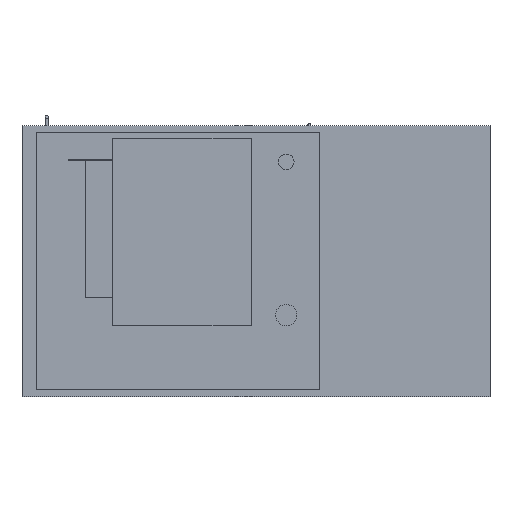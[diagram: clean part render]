
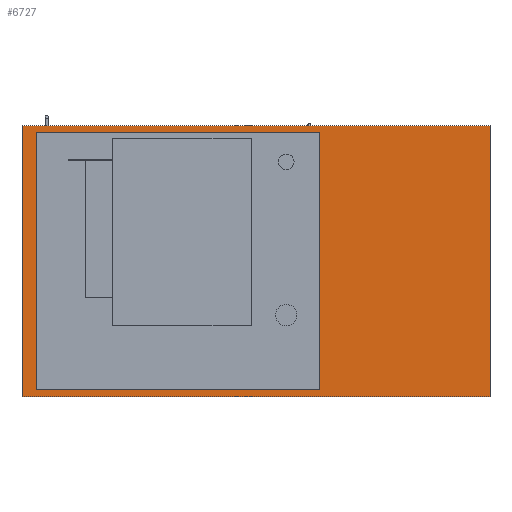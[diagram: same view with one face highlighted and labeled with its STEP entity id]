
A CAD part, front view. The second image highlights one B-rep face of the part: STEP entity #6727.
In plain terms, the highlighted planar face has unit normal (0, -1, 0).
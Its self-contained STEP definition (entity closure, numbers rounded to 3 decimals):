
#361=FACE_BOUND('',#787,.T.);
#367=FACE_OUTER_BOUND('',#786,.T.);
#786=EDGE_LOOP('',(#4442,#4443,#4444,#4445));
#787=EDGE_LOOP('',(#4446,#4447,#4448,#4449));
#1211=LINE('',#9796,#2014);
#1212=LINE('',#9798,#2015);
#1213=LINE('',#9800,#2016);
#1214=LINE('',#9801,#2017);
#1215=LINE('',#9804,#2018);
#1216=LINE('',#9806,#2019);
#1217=LINE('',#9808,#2020);
#1218=LINE('',#9809,#2021);
#2014=VECTOR('',#7809,10.);
#2015=VECTOR('',#7810,10.);
#2016=VECTOR('',#7811,10.);
#2017=VECTOR('',#7812,10.);
#2018=VECTOR('',#7813,10.);
#2019=VECTOR('',#7814,10.);
#2020=VECTOR('',#7815,10.);
#2021=VECTOR('',#7816,10.);
#2817=VERTEX_POINT('',#9794);
#2818=VERTEX_POINT('',#9795);
#2819=VERTEX_POINT('',#9797);
#2820=VERTEX_POINT('',#9799);
#2821=VERTEX_POINT('',#9802);
#2822=VERTEX_POINT('',#9803);
#2823=VERTEX_POINT('',#9805);
#2824=VERTEX_POINT('',#9807);
#3467=EDGE_CURVE('',#2817,#2818,#1211,.T.);
#3468=EDGE_CURVE('',#2819,#2817,#1212,.T.);
#3469=EDGE_CURVE('',#2820,#2819,#1213,.T.);
#3470=EDGE_CURVE('',#2818,#2820,#1214,.T.);
#3471=EDGE_CURVE('',#2821,#2822,#1215,.T.);
#3472=EDGE_CURVE('',#2823,#2821,#1216,.T.);
#3473=EDGE_CURVE('',#2824,#2823,#1217,.T.);
#3474=EDGE_CURVE('',#2822,#2824,#1218,.T.);
#4442=ORIENTED_EDGE('',*,*,#3467,.F.);
#4443=ORIENTED_EDGE('',*,*,#3468,.F.);
#4444=ORIENTED_EDGE('',*,*,#3469,.F.);
#4445=ORIENTED_EDGE('',*,*,#3470,.F.);
#4446=ORIENTED_EDGE('',*,*,#3471,.F.);
#4447=ORIENTED_EDGE('',*,*,#3472,.F.);
#4448=ORIENTED_EDGE('',*,*,#3473,.F.);
#4449=ORIENTED_EDGE('',*,*,#3474,.F.);
#6392=PLANE('',#7214);
#6727=ADVANCED_FACE('',(#367,#361),#6392,.F.);
#7214=AXIS2_PLACEMENT_3D('',#9793,#7807,#7808);
#7807=DIRECTION('center_axis',(0.,1.,0.));
#7808=DIRECTION('ref_axis',(0.,0.,1.));
#7809=DIRECTION('',(0.,0.,-1.));
#7810=DIRECTION('',(1.,0.,0.));
#7811=DIRECTION('',(0.,0.,1.));
#7812=DIRECTION('',(-1.,0.,0.));
#7813=DIRECTION('',(0.,0.,-1.));
#7814=DIRECTION('',(-1.,0.,0.));
#7815=DIRECTION('',(0.,0.,1.));
#7816=DIRECTION('',(1.,0.,0.));
#9793=CARTESIAN_POINT('Origin',(200.,185.,0.));
#9794=CARTESIAN_POINT('',(800.,185.,347.5));
#9795=CARTESIAN_POINT('',(800.,185.,-347.5));
#9796=CARTESIAN_POINT('',(800.,185.,347.5));
#9797=CARTESIAN_POINT('',(-400.,185.,347.5));
#9798=CARTESIAN_POINT('',(-400.,185.,347.5));
#9799=CARTESIAN_POINT('',(-400.,185.,-347.5));
#9800=CARTESIAN_POINT('',(-400.,185.,-347.5));
#9801=CARTESIAN_POINT('',(800.,185.,-347.5));
#9802=CARTESIAN_POINT('',(-362.5,185.,330.));
#9803=CARTESIAN_POINT('',(-362.5,185.,-330.));
#9804=CARTESIAN_POINT('',(-362.5,185.,-330.));
#9805=CARTESIAN_POINT('',(362.5,185.,330.));
#9806=CARTESIAN_POINT('',(0.,185.,330.));
#9807=CARTESIAN_POINT('',(362.5,185.,-330.));
#9808=CARTESIAN_POINT('',(362.5,185.,-330.));
#9809=CARTESIAN_POINT('',(0.,185.,-330.));
